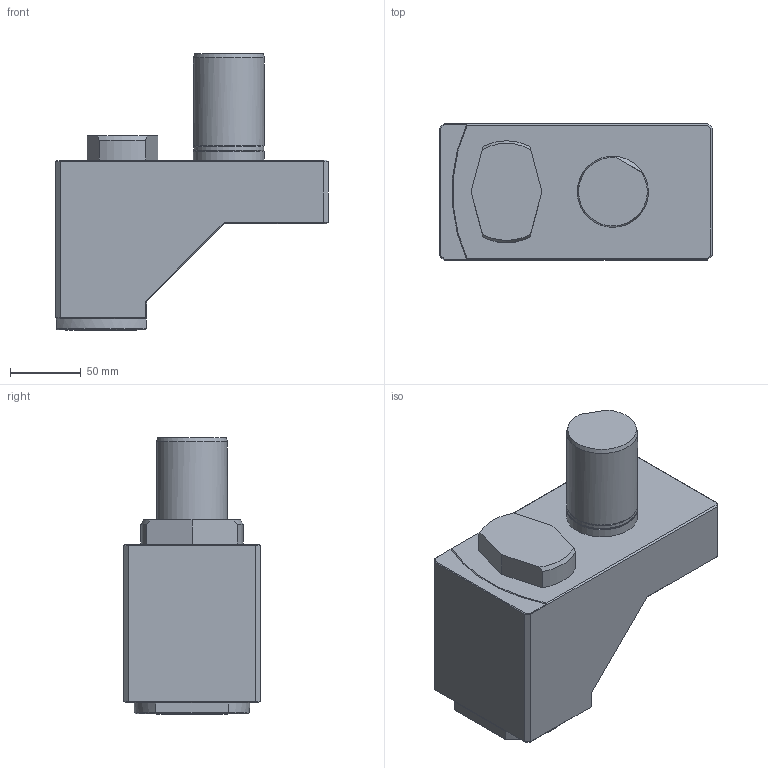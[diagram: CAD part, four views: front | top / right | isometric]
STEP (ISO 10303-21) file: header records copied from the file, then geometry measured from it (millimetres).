
FILE_DESCRIPTION(/* description */ (''),/* implementation_level */ '2;1');
FILE_NAME(/* name */ '1617619591599.stp',/* time_stamp */ '2021-04-05T12:46:39+02:00',/* author */ (''),/* organization */ ('SMS'),/* preprocessor_version */ 'ST-DEVELOPER v16.7',/* originating_system */ 'SIEMENS PLM Software NX 12.0',/* authorisation */ '');
FILE_SCHEMA (('AUTOMOTIVE_DESIGN { 1 0 10303 214 3 1 1 1 }'));
Length unit declared in the file: millimetre
Products named in the file (1): 203459666mod000_00
Bounding box: 192 x 96 x 195 mm (x, y, z)
Volume: 1582474.8 mm3; surface area: 103775 mm2
Topology: 1 solids, 1 shells, 120 faces, 303 edges, 199 vertices
Faces by surface type: plane 98, cylinder 9, cone 6, sphere 4, torus 2, bspline 1
Full cylindrical faces by diameter (mm): 3 x1, 49.5 x1, 50 x3
Entity records: 3719 total; most frequent: CARTESIAN_POINT 852, DIRECTION 588, ORIENTED_EDGE 564, EDGE_CURVE 282, AXIS2_PLACEMENT_3D 208, VERTEX_POINT 187, LINE 172, VECTOR 172
